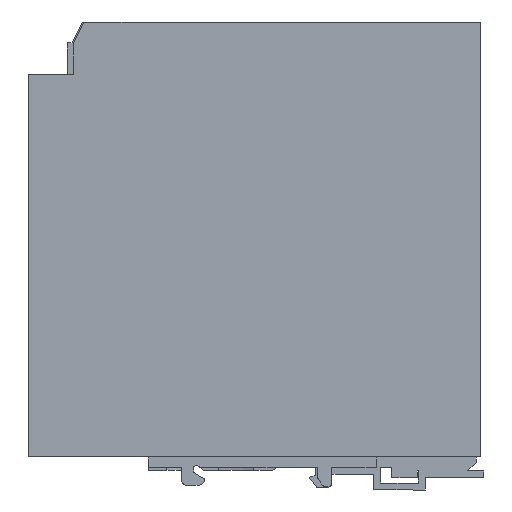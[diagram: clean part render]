
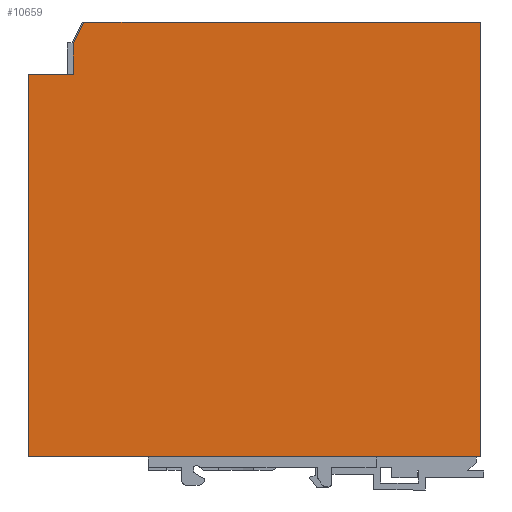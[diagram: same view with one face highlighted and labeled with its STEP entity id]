
A CAD part, left-side view. The second image highlights one B-rep face of the part: STEP entity #10659.
In plain terms, the highlighted planar face has unit normal (-1, 0, 0).
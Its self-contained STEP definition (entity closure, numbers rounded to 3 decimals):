
#10637=AXIS2_PLACEMENT_3D('Plane Axis2P3D',#10634,#10635,#10636) ;
#201=CARTESIAN_POINT('Vertex',(0.,130.9,119.5)) ;
#204=CARTESIAN_POINT('Line Origine',(0.,124.4,119.5)) ;
#208=CARTESIAN_POINT('Vertex',(0.,117.9,119.5)) ;
#277=CARTESIAN_POINT('Line Origine',(0.,117.9,124.)) ;
#281=CARTESIAN_POINT('Vertex',(0.,117.9,128.5)) ;
#442=CARTESIAN_POINT('Vertex',(0.,130.9,9.5)) ;
#445=CARTESIAN_POINT('Line Origine',(0.,130.9,64.5)) ;
#1340=CARTESIAN_POINT('Vertex',(0.,114.9,134.5)) ;
#1343=CARTESIAN_POINT('Line Origine',(0.,114.9,134.45)) ;
#1347=CARTESIAN_POINT('Vertex',(0.,114.9,134.4)) ;
#10359=CARTESIAN_POINT('Line Origine',(0.,0.9,71.95)) ;
#10363=CARTESIAN_POINT('Vertex',(0.,0.9,9.5)) ;
#10365=CARTESIAN_POINT('Vertex',(0.,0.9,134.4)) ;
#10541=CARTESIAN_POINT('Line Origine',(0.,65.9,9.5)) ;
#10634=CARTESIAN_POINT('Axis2P3D Location',(0.,65.9,72.)) ;
#10639=CARTESIAN_POINT('Line Origine',(0.,116.4,131.5)) ;
#10644=CARTESIAN_POINT('Line Origine',(0.,57.9,134.4)) ;
#205=DIRECTION('Vector Direction',(0.,1.,0.)) ;
#278=DIRECTION('Vector Direction',(0.,0.,-1.)) ;
#446=DIRECTION('Vector Direction',(0.,0.,-1.)) ;
#1344=DIRECTION('Vector Direction',(0.,0.,1.)) ;
#10360=DIRECTION('Vector Direction',(0.,0.,1.)) ;
#10542=DIRECTION('Vector Direction',(0.,1.,0.)) ;
#10635=DIRECTION('Axis2P3D Direction',(-1.,0.,0.)) ;
#10636=DIRECTION('Axis2P3D XDirection',(0.,-1.,0.)) ;
#10640=DIRECTION('Vector Direction',(0.,0.447,-0.894)) ;
#10645=DIRECTION('Vector Direction',(0.,-1.,0.)) ;
#206=VECTOR('Line Direction',#205,1.) ;
#279=VECTOR('Line Direction',#278,1.) ;
#447=VECTOR('Line Direction',#446,1.) ;
#1345=VECTOR('Line Direction',#1344,1.) ;
#10361=VECTOR('Line Direction',#10360,1.) ;
#10543=VECTOR('Line Direction',#10542,1.) ;
#10641=VECTOR('Line Direction',#10640,1.) ;
#10646=VECTOR('Line Direction',#10645,1.) ;
#10650=ORIENTED_EDGE('',*,*,#10643,.T.) ;
#10651=ORIENTED_EDGE('',*,*,#283,.T.) ;
#10652=ORIENTED_EDGE('',*,*,#210,.T.) ;
#10653=ORIENTED_EDGE('',*,*,#449,.T.) ;
#10654=ORIENTED_EDGE('',*,*,#10545,.T.) ;
#10655=ORIENTED_EDGE('',*,*,#10367,.T.) ;
#10656=ORIENTED_EDGE('',*,*,#10648,.T.) ;
#10657=ORIENTED_EDGE('',*,*,#1349,.T.) ;
#10659=ADVANCED_FACE('GEHAEUSE',(#10658),#10638,.T.) ;
#210=EDGE_CURVE('',#209,#202,#207,.T.) ;
#283=EDGE_CURVE('',#282,#209,#280,.T.) ;
#449=EDGE_CURVE('',#202,#443,#448,.T.) ;
#1349=EDGE_CURVE('',#1348,#1341,#1346,.T.) ;
#10367=EDGE_CURVE('',#10364,#10366,#10362,.T.) ;
#10545=EDGE_CURVE('',#443,#10364,#10544,.F.) ;
#10643=EDGE_CURVE('',#1341,#282,#10642,.T.) ;
#10648=EDGE_CURVE('',#10366,#1348,#10647,.F.) ;
#10649=EDGE_LOOP('',(#10650,#10651,#10652,#10653,#10654,#10655,#10656,#10657)) ;
#10658=FACE_OUTER_BOUND('',#10649,.T.) ;
#207=LINE('Line',#204,#206) ;
#280=LINE('Line',#277,#279) ;
#448=LINE('Line',#445,#447) ;
#1346=LINE('Line',#1343,#1345) ;
#10362=LINE('Line',#10359,#10361) ;
#10544=LINE('Line',#10541,#10543) ;
#10642=LINE('Line',#10639,#10641) ;
#10647=LINE('Line',#10644,#10646) ;
#10638=PLANE('',#10637) ;
#202=VERTEX_POINT('',#201) ;
#209=VERTEX_POINT('',#208) ;
#282=VERTEX_POINT('',#281) ;
#443=VERTEX_POINT('',#442) ;
#1341=VERTEX_POINT('',#1340) ;
#1348=VERTEX_POINT('',#1347) ;
#10364=VERTEX_POINT('',#10363) ;
#10366=VERTEX_POINT('',#10365) ;
